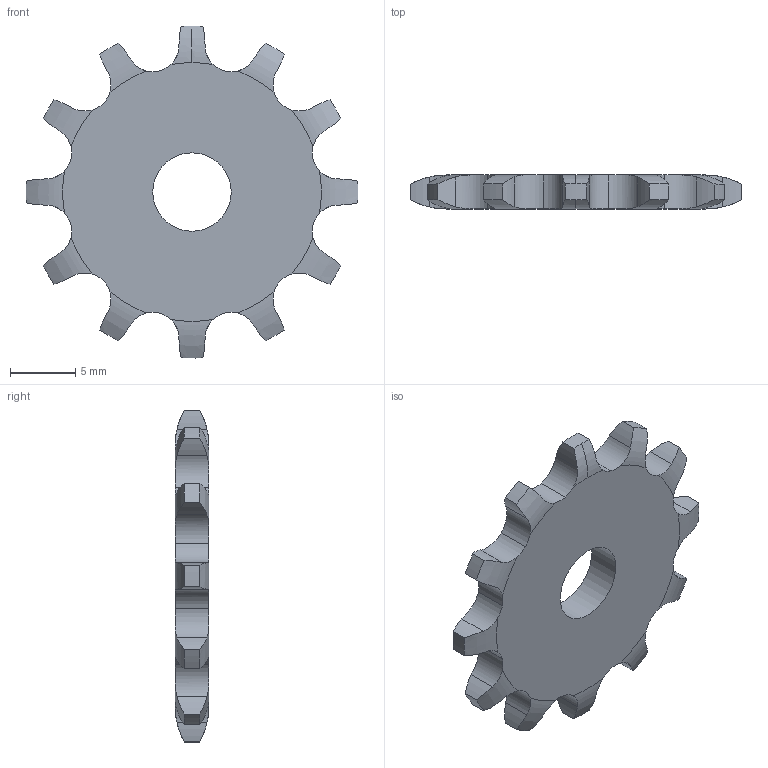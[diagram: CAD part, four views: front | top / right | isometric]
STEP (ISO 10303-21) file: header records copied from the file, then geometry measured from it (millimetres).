
FILE_DESCRIPTION(('FreeCAD Model'),'2;1');
FILE_NAME('Open CASCADE Shape Model','2022-01-09T08:25:00',('FreeCAD'),( 'FreeCAD'),'Open CASCADE STEP processor 7.4','FreeCAD','Unknown');
FILE_SCHEMA(('AUTOMOTIVE_DESIGN { 1 0 10303 214 1 1 1 1 }'));
Length unit declared in the file: millimetre
Products named in the file (1): Open CASCADE STEP translator 7.4 5
Bounding box: 25.39 x 2.6 x 25.4 mm (x, y, z)
Volume: 870.1 mm3; surface area: 994.5 mm2
Topology: 1 solids, 1 shells, 89 faces, 285 edges, 198 vertices
Faces by surface type: cylinder 61, revolution 26, plane 2
Full cylindrical faces by diameter (mm): 6 x1
Entity records: 9807 total; most frequent: CARTESIAN_POINT 4643, DIRECTION 850, ORIENTED_EDGE 570, PCURVE 570, DEFINITIONAL_REPRESENTATION 570, LINE 339, VECTOR 339, B_SPLINE_CURVE_WITH_KNOTS 288
